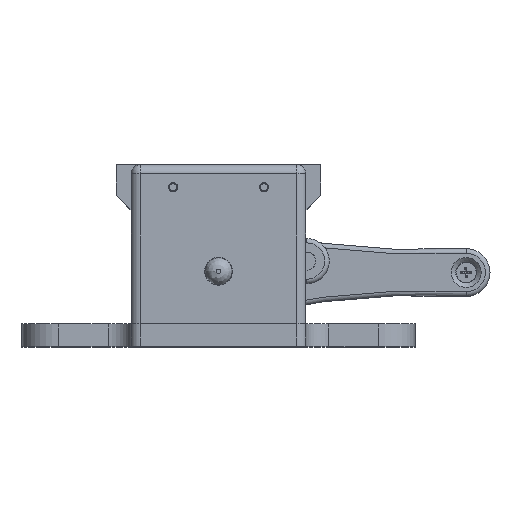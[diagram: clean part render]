
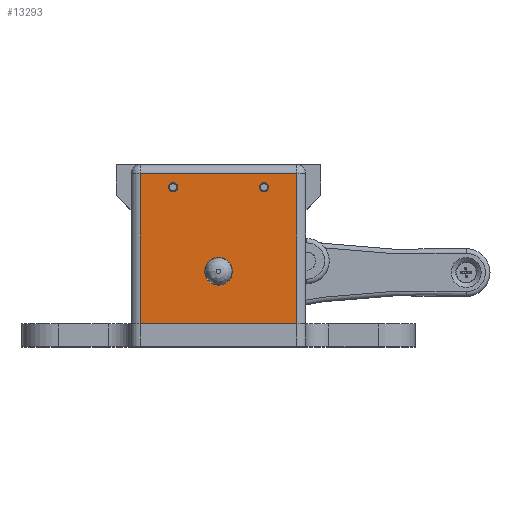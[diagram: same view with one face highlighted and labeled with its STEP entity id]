
A CAD part, top view. The second image highlights one B-rep face of the part: STEP entity #13293.
In plain terms, the highlighted planar face has unit normal (0, 0, 1).
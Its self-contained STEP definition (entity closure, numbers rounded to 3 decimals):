
#893=FACE_BOUND('',#2368,.T.);
#894=FACE_BOUND('',#2369,.T.);
#895=FACE_BOUND('',#2370,.T.);
#1310=PLANE('',#14606);
#1609=FACE_OUTER_BOUND('',#2367,.T.);
#2367=EDGE_LOOP('',(#9539,#9540,#9541,#9542));
#2368=EDGE_LOOP('',(#9543));
#2369=EDGE_LOOP('',(#9544));
#2370=EDGE_LOOP('',(#9545));
#3251=LINE('',#21073,#3930);
#3254=LINE('',#21091,#3933);
#3257=LINE('',#21095,#3936);
#3260=LINE('',#21103,#3939);
#3930=VECTOR('',#16791,10.);
#3933=VECTOR('',#16810,10.);
#3936=VECTOR('',#16815,10.);
#3939=VECTOR('',#16824,10.);
#4640=CIRCLE('',#14607,6.1);
#4641=CIRCLE('',#14608,2.);
#4642=CIRCLE('',#14609,2.);
#5662=VERTEX_POINT('',#21062);
#5665=VERTEX_POINT('',#21069);
#5671=VERTEX_POINT('',#21084);
#5673=VERTEX_POINT('',#21089);
#5676=VERTEX_POINT('',#21104);
#5677=VERTEX_POINT('',#21106);
#5678=VERTEX_POINT('',#21108);
#7208=EDGE_CURVE('',#5662,#5665,#3251,.T.);
#7216=EDGE_CURVE('',#5673,#5671,#3254,.T.);
#7219=EDGE_CURVE('',#5671,#5662,#3257,.T.);
#7223=EDGE_CURVE('',#5673,#5665,#3260,.T.);
#7224=EDGE_CURVE('',#5676,#5676,#4640,.T.);
#7225=EDGE_CURVE('',#5677,#5677,#4641,.T.);
#7226=EDGE_CURVE('',#5678,#5678,#4642,.T.);
#9539=ORIENTED_EDGE('',*,*,#7208,.F.);
#9540=ORIENTED_EDGE('',*,*,#7219,.F.);
#9541=ORIENTED_EDGE('',*,*,#7216,.F.);
#9542=ORIENTED_EDGE('',*,*,#7223,.T.);
#9543=ORIENTED_EDGE('',*,*,#7224,.T.);
#9544=ORIENTED_EDGE('',*,*,#7225,.T.);
#9545=ORIENTED_EDGE('',*,*,#7226,.T.);
#13293=ADVANCED_FACE('',(#1609,#893,#894,#895),#1310,.T.);
#14606=AXIS2_PLACEMENT_3D('',#21102,#16822,#16823);
#14607=AXIS2_PLACEMENT_3D('',#21105,#16825,#16826);
#14608=AXIS2_PLACEMENT_3D('',#21107,#16827,#16828);
#14609=AXIS2_PLACEMENT_3D('',#21109,#16829,#16830);
#16791=DIRECTION('',(0.,-1.,0.));
#16810=DIRECTION('',(0.,1.,0.));
#16815=DIRECTION('',(1.,0.,0.));
#16822=DIRECTION('center_axis',(0.,0.,1.));
#16823=DIRECTION('ref_axis',(1.,0.,0.));
#16824=DIRECTION('',(1.,0.,0.));
#16825=DIRECTION('center_axis',(0.,0.,-1.));
#16826=DIRECTION('ref_axis',(1.,0.,0.));
#16827=DIRECTION('center_axis',(0.,0.,-1.));
#16828=DIRECTION('ref_axis',(-1.,0.,0.));
#16829=DIRECTION('center_axis',(0.,0.,-1.));
#16830=DIRECTION('ref_axis',(-1.,0.,0.));
#21062=CARTESIAN_POINT('',(34.5,76.,150.));
#21069=CARTESIAN_POINT('',(34.5,10.,150.));
#21073=CARTESIAN_POINT('',(34.5,10.,150.));
#21084=CARTESIAN_POINT('',(-34.5,76.,150.));
#21089=CARTESIAN_POINT('',(-34.5,10.,150.));
#21091=CARTESIAN_POINT('',(-34.5,10.,150.));
#21095=CARTESIAN_POINT('',(-19.25,76.,150.));
#21102=CARTESIAN_POINT('Origin',(-38.5,10.,150.));
#21103=CARTESIAN_POINT('',(-38.5,10.,150.));
#21104=CARTESIAN_POINT('',(-6.1,33.,150.));
#21105=CARTESIAN_POINT('Origin',(0.,33.,150.));
#21106=CARTESIAN_POINT('',(22.,70.,150.));
#21107=CARTESIAN_POINT('Origin',(20.,70.,150.));
#21108=CARTESIAN_POINT('',(-18.,70.,150.));
#21109=CARTESIAN_POINT('Origin',(-20.,70.,150.));
